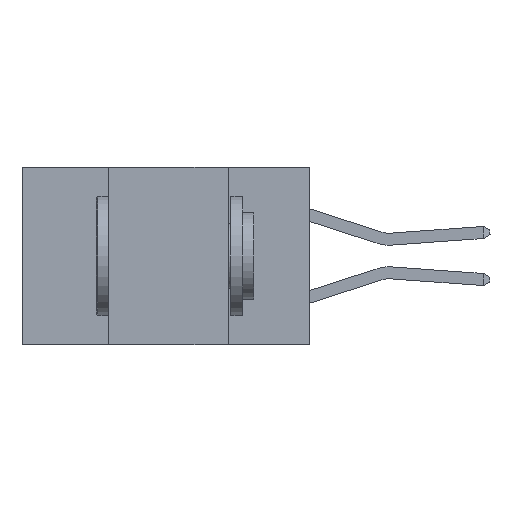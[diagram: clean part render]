
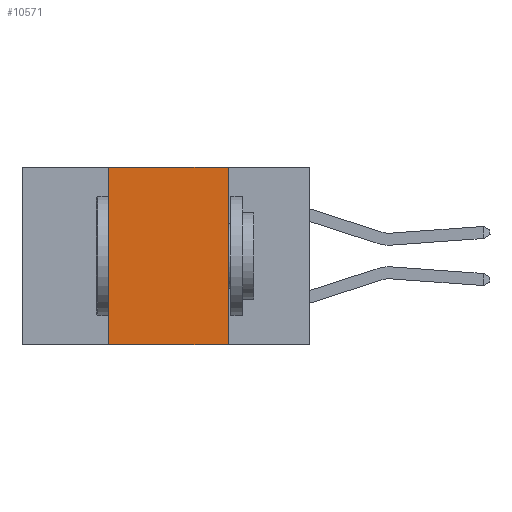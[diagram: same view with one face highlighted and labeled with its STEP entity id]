
A CAD part, left-side view. The second image highlights one B-rep face of the part: STEP entity #10571.
In plain terms, the highlighted planar face has unit normal (-1, 0, 0).
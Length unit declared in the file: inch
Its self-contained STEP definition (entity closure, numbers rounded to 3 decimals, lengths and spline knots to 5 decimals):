
#651 = VERTEX_POINT ( 'NONE', #16662 ) ;
#1602 = LINE ( 'NONE', #26694, #10116 ) ;
#3664 = LINE ( 'NONE', #33021, #14124 ) ;
#4646 = VECTOR ( 'NONE', #17179, 39.37008 ) ;
#5465 = ORIENTED_EDGE ( 'NONE', *, *, #10754, .F. ) ;
#7130 = VERTEX_POINT ( 'NONE', #9027 ) ;
#8040 = AXIS2_PLACEMENT_3D ( 'NONE', #12045, #30078, #9587 ) ;
#8060 = EDGE_CURVE ( 'NONE', #25756, #7130, #17136, .T. ) ;
#9027 = CARTESIAN_POINT ( 'NONE',  ( 0., 0.17, -0.37 ) ) ;
#9587 = DIRECTION ( 'NONE',  ( 0., 0., -1. ) ) ;
#10002 = DIRECTION ( 'NONE',  ( 0., 0., -1. ) ) ;
#10116 = VECTOR ( 'NONE', #21837, 39.37008 ) ;
#10571 = ADVANCED_FACE ( 'NONE', ( #27447 ), #27449, .F. ) ;
#10754 = EDGE_CURVE ( 'NONE', #24902, #7130, #3664, .T. ) ;
#12045 = CARTESIAN_POINT ( 'NONE',  ( 0., 0.6, 0. ) ) ;
#14124 = VECTOR ( 'NONE', #10002, 39.37008 ) ;
#15267 = ORIENTED_EDGE ( 'NONE', *, *, #28538, .F. ) ;
#15849 = ORIENTED_EDGE ( 'NONE', *, *, #29411, .F. ) ;
#16662 = CARTESIAN_POINT ( 'NONE',  ( 0., 0.42, 0. ) ) ;
#17136 = LINE ( 'NONE', #32672, #4646 ) ;
#17179 = DIRECTION ( 'NONE',  ( 0., -1., 0. ) ) ;
#18010 = CARTESIAN_POINT ( 'NONE',  ( 0., 0.42, 0. ) ) ;
#21837 = DIRECTION ( 'NONE',  ( 0., -1., 0. ) ) ;
#22231 = VECTOR ( 'NONE', #22979, 39.37008 ) ;
#22979 = DIRECTION ( 'NONE',  ( 0., 0., 1. ) ) ;
#23867 = LINE ( 'NONE', #18010, #22231 ) ;
#24902 = VERTEX_POINT ( 'NONE', #29117 ) ;
#24921 = ORIENTED_EDGE ( 'NONE', *, *, #8060, .T. ) ;
#25756 = VERTEX_POINT ( 'NONE', #31016 ) ;
#26694 = CARTESIAN_POINT ( 'NONE',  ( 0., 0.6, 0. ) ) ;
#27447 = FACE_OUTER_BOUND ( 'NONE', #33003, .T. ) ;
#27449 = PLANE ( 'NONE',  #8040 ) ;
#28538 = EDGE_CURVE ( 'NONE', #25756, #651, #23867, .T. ) ;
#29117 = CARTESIAN_POINT ( 'NONE',  ( 0., 0.17, 0. ) ) ;
#29411 = EDGE_CURVE ( 'NONE', #651, #24902, #1602, .T. ) ;
#30078 = DIRECTION ( 'NONE',  ( 1., 0., 0. ) ) ;
#31016 = CARTESIAN_POINT ( 'NONE',  ( 0., 0.42, -0.37 ) ) ;
#32672 = CARTESIAN_POINT ( 'NONE',  ( 0., 0.6, -0.37 ) ) ;
#33003 = EDGE_LOOP ( 'NONE', ( #5465, #15849, #15267, #24921 ) ) ;
#33021 = CARTESIAN_POINT ( 'NONE',  ( 0., 0.17, 0. ) ) ;
